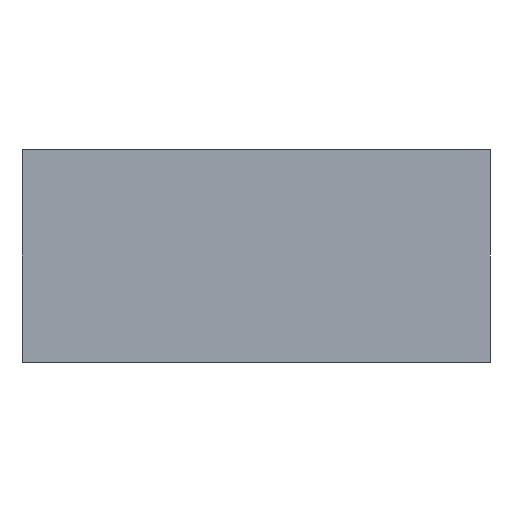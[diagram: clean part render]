
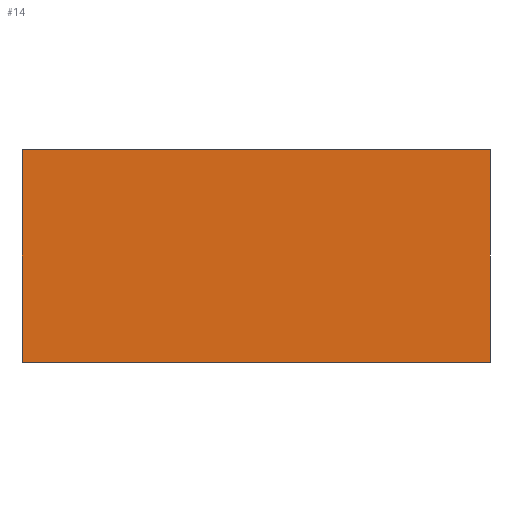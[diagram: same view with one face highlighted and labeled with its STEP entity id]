
A CAD part, front view. The second image highlights one B-rep face of the part: STEP entity #14.
In plain terms, the highlighted planar face has unit normal (0, -1, 0).
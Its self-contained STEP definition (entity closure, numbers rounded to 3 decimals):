
#14 = ADVANCED_FACE ( 'NONE', ( #1809 ), #559, .F. ) ;
#106 = LINE ( 'NONE', #1819, #586 ) ;
#172 = VERTEX_POINT ( 'NONE', #295 ) ;
#210 = EDGE_CURVE ( 'NONE', #849, #172, #1142, .T. ) ;
#295 = CARTESIAN_POINT ( 'NONE',  ( -35.137, -136.081, 0. ) ) ;
#333 = CARTESIAN_POINT ( 'NONE',  ( -35.137, -136.081, 8. ) ) ;
#415 = DIRECTION ( 'NONE',  ( 0., 0., 1. ) ) ;
#421 = ORIENTED_EDGE ( 'NONE', *, *, #1547, .F. ) ;
#452 = DIRECTION ( 'NONE',  ( 1., 0., 0. ) ) ;
#526 = EDGE_CURVE ( 'NONE', #1114, #1618, #106, .T. ) ;
#535 = VECTOR ( 'NONE', #1063, 1000. ) ;
#549 = EDGE_LOOP ( 'NONE', ( #421, #1663, #817, #1768 ) ) ;
#555 = VECTOR ( 'NONE', #1505, 1000. ) ;
#559 = PLANE ( 'NONE',  #827 ) ;
#586 = VECTOR ( 'NONE', #1107, 1000. ) ;
#628 = LINE ( 'NONE', #1356, #535 ) ;
#655 = CARTESIAN_POINT ( 'NONE',  ( -52.79, -136.081, 8. ) ) ;
#692 = CARTESIAN_POINT ( 'NONE',  ( -35.137, -136.081, 8. ) ) ;
#817 = ORIENTED_EDGE ( 'NONE', *, *, #1113, .T. ) ;
#827 = AXIS2_PLACEMENT_3D ( 'NONE', #1709, #945, #415 ) ;
#849 = VERTEX_POINT ( 'NONE', #1454 ) ;
#928 = LINE ( 'NONE', #333, #555 ) ;
#945 = DIRECTION ( 'NONE',  ( 0., 1., 0. ) ) ;
#1063 = DIRECTION ( 'NONE',  ( 0., 0., 1. ) ) ;
#1107 = DIRECTION ( 'NONE',  ( 1., 0., 0. ) ) ;
#1113 = EDGE_CURVE ( 'NONE', #172, #1618, #928, .T. ) ;
#1114 = VERTEX_POINT ( 'NONE', #655 ) ;
#1142 = LINE ( 'NONE', #1735, #1477 ) ;
#1356 = CARTESIAN_POINT ( 'NONE',  ( -52.79, -136.081, 8. ) ) ;
#1454 = CARTESIAN_POINT ( 'NONE',  ( -52.79, -136.081, 0. ) ) ;
#1477 = VECTOR ( 'NONE', #452, 1000. ) ;
#1505 = DIRECTION ( 'NONE',  ( 0., 0., 1. ) ) ;
#1547 = EDGE_CURVE ( 'NONE', #849, #1114, #628, .T. ) ;
#1618 = VERTEX_POINT ( 'NONE', #692 ) ;
#1663 = ORIENTED_EDGE ( 'NONE', *, *, #210, .T. ) ;
#1709 = CARTESIAN_POINT ( 'NONE',  ( -89.964, -136.081, 8. ) ) ;
#1735 = CARTESIAN_POINT ( 'NONE',  ( -89.964, -136.081, 0. ) ) ;
#1768 = ORIENTED_EDGE ( 'NONE', *, *, #526, .F. ) ;
#1809 = FACE_OUTER_BOUND ( 'NONE', #549, .T. ) ;
#1819 = CARTESIAN_POINT ( 'NONE',  ( -89.964, -136.081, 8. ) ) ;
